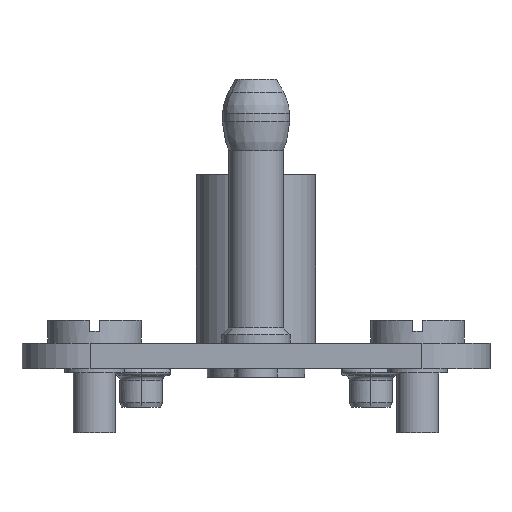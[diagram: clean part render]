
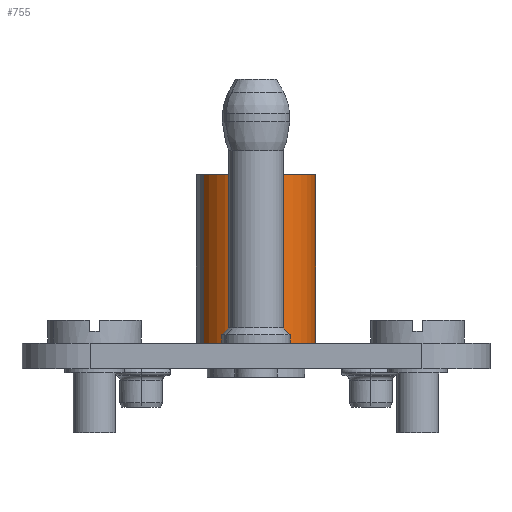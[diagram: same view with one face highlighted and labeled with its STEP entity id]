
A CAD part, front view. The second image highlights one B-rep face of the part: STEP entity #755.
In plain terms, the highlighted cylindrical face has radius 7 mm (diameter 14 mm), a partial arc.
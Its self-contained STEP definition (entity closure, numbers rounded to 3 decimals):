
#702=AXIS2_PLACEMENT_3D('Cylinder Axis2P3D',#699,#700,#701) ;
#741=AXIS2_PLACEMENT_3D('Circle Axis2P3D',#739,#740,$) ;
#746=AXIS2_PLACEMENT_3D('Circle Axis2P3D',#744,#745,$) ;
#699=CARTESIAN_POINT('Axis2P3D Location',(27.5,111.,18.4)) ;
#708=CARTESIAN_POINT('Vertex',(33.643,114.356,30.3)) ;
#710=CARTESIAN_POINT('Vertex',(21.357,107.644,30.3)) ;
#713=CARTESIAN_POINT('Line Origine',(33.643,114.356,20.4)) ;
#717=CARTESIAN_POINT('Vertex',(33.643,114.356,10.5)) ;
#724=CARTESIAN_POINT('Vertex',(21.357,107.644,10.5)) ;
#727=CARTESIAN_POINT('Line Origine',(21.357,107.644,20.4)) ;
#739=CARTESIAN_POINT('Axis2P3D Location',(27.5,111.,30.3)) ;
#744=CARTESIAN_POINT('Axis2P3D Location',(27.5,111.,10.5)) ;
#700=DIRECTION('Axis2P3D Direction',(0.,-0.,1.)) ;
#701=DIRECTION('Axis2P3D XDirection',(0.878,0.479,0.)) ;
#714=DIRECTION('Vector Direction',(0.,0.,1.)) ;
#728=DIRECTION('Vector Direction',(0.,0.,1.)) ;
#740=DIRECTION('Axis2P3D Direction',(0.,-0.,1.)) ;
#745=DIRECTION('Axis2P3D Direction',(0.,-0.,1.)) ;
#715=VECTOR('Line Direction',#714,1.) ;
#729=VECTOR('Line Direction',#728,1.) ;
#750=ORIENTED_EDGE('',*,*,#743,.F.) ;
#751=ORIENTED_EDGE('',*,*,#731,.T.) ;
#752=ORIENTED_EDGE('',*,*,#748,.T.) ;
#753=ORIENTED_EDGE('',*,*,#719,.F.) ;
#755=ADVANCED_FACE('Hauptk\X2\00F6\X0\rper',(#754),#703,.T.) ;
#742=CIRCLE('generated circle',#741,7.) ;
#747=CIRCLE('generated circle',#746,7.) ;
#703=CYLINDRICAL_SURFACE('generated cylinder',#702,7.) ;
#719=EDGE_CURVE('',#709,#718,#716,.F.) ;
#731=EDGE_CURVE('',#711,#725,#730,.F.) ;
#743=EDGE_CURVE('',#711,#709,#742,.T.) ;
#748=EDGE_CURVE('',#725,#718,#747,.T.) ;
#749=EDGE_LOOP('',(#750,#751,#752,#753)) ;
#754=FACE_OUTER_BOUND('',#749,.T.) ;
#716=LINE('Line',#713,#715) ;
#730=LINE('Line',#727,#729) ;
#709=VERTEX_POINT('',#708) ;
#711=VERTEX_POINT('',#710) ;
#718=VERTEX_POINT('',#717) ;
#725=VERTEX_POINT('',#724) ;
